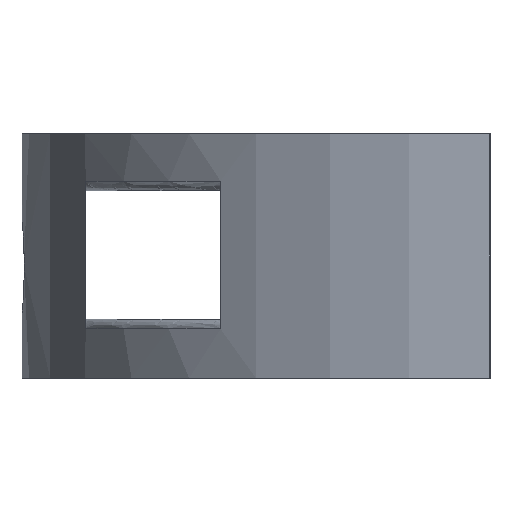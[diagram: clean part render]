
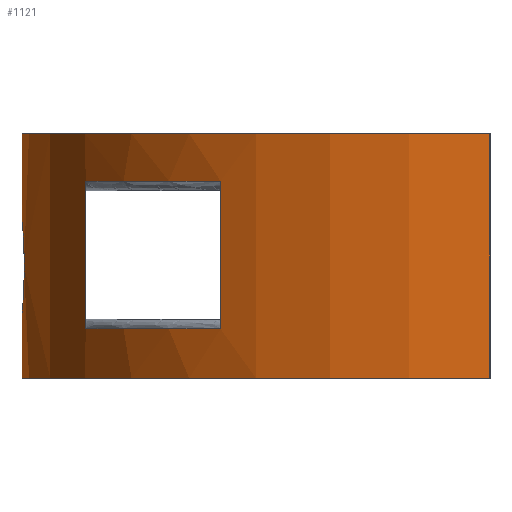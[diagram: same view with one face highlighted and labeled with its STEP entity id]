
A CAD part, left-side view. The second image highlights one B-rep face of the part: STEP entity #1121.
In plain terms, the highlighted cylindrical face has radius 47.45 mm (diameter 94.9 mm), a partial arc.
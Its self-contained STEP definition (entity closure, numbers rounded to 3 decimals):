
#18=FACE_BOUND('',#194,.T.);
#19=FACE_BOUND('',#195,.T.);
#20=FACE_BOUND('',#196,.T.);
#88=B_SPLINE_CURVE_WITH_KNOTS('',3,(#2283,#2284,#2285,#2286,#2287,#2288,
#2289,#2290,#2291,#2292,#2293,#2294,#2295,#2296,#2297,#2298,#2299,#2300,
#2301),.UNSPECIFIED.,.F.,.F.,(4,3,3,3,3,3,4),(0.754,1.032,
1.276,1.498,1.716,2.03,2.262),
 .UNSPECIFIED.);
#89=B_SPLINE_CURVE_WITH_KNOTS('',3,(#2302,#2303,#2304,#2305,#2306,#2307,
#2308,#2309,#2310,#2311,#2312,#2313,#2314,#2315,#2316,#2317,#2318,#2319,
#2320),.UNSPECIFIED.,.F.,.F.,(4,3,3,3,3,3,4),(2.262,2.54,
2.783,3.005,3.223,3.537,3.769),
 .UNSPECIFIED.);
#134=FACE_OUTER_BOUND('',#193,.T.);
#193=EDGE_LOOP('',(#901,#902,#903,#904));
#194=EDGE_LOOP('',(#905,#906));
#195=EDGE_LOOP('',(#907,#908,#909,#910));
#196=EDGE_LOOP('',(#911,#912,#913,#914));
#259=LINE('',#2121,#352);
#265=LINE('',#2162,#358);
#270=LINE('',#2187,#363);
#273=LINE('',#2204,#366);
#275=LINE('',#2235,#368);
#278=LINE('',#2259,#371);
#352=VECTOR('',#1361,10.);
#358=VECTOR('',#1377,10.);
#363=VECTOR('',#1390,10.);
#366=VECTOR('',#1395,10.);
#368=VECTOR('',#1403,10.);
#371=VECTOR('',#1414,10.);
#442=CIRCLE('',#1212,47.45);
#444=CIRCLE('',#1214,47.45);
#445=CIRCLE('',#1216,47.45);
#446=CIRCLE('',#1217,47.45);
#447=CIRCLE('',#1219,47.45);
#448=CIRCLE('',#1220,47.45);
#502=VERTEX_POINT('',#2106);
#503=VERTEX_POINT('',#2120);
#509=VERTEX_POINT('',#2150);
#510=VERTEX_POINT('',#2161);
#515=VERTEX_POINT('',#2184);
#516=VERTEX_POINT('',#2186);
#518=VERTEX_POINT('',#2192);
#519=VERTEX_POINT('',#2203);
#521=VERTEX_POINT('',#2220);
#522=VERTEX_POINT('',#2234);
#525=VERTEX_POINT('',#2256);
#526=VERTEX_POINT('',#2258);
#527=VERTEX_POINT('',#2279);
#528=VERTEX_POINT('',#2282);
#624=EDGE_CURVE('',#503,#502,#259,.T.);
#634=EDGE_CURVE('',#510,#509,#265,.T.);
#642=EDGE_CURVE('',#515,#516,#270,.T.);
#646=EDGE_CURVE('',#519,#518,#273,.T.);
#651=EDGE_CURVE('',#522,#521,#275,.T.);
#657=EDGE_CURVE('',#525,#526,#278,.T.);
#660=EDGE_CURVE('',#528,#527,#88,.T.);
#661=EDGE_CURVE('',#527,#528,#89,.T.);
#666=EDGE_CURVE('',#519,#502,#442,.T.);
#668=EDGE_CURVE('',#503,#518,#444,.T.);
#669=EDGE_CURVE('',#522,#509,#445,.T.);
#670=EDGE_CURVE('',#510,#521,#446,.T.);
#671=EDGE_CURVE('',#526,#515,#447,.T.);
#672=EDGE_CURVE('',#516,#525,#448,.T.);
#901=ORIENTED_EDGE('',*,*,#642,.F.);
#902=ORIENTED_EDGE('',*,*,#671,.F.);
#903=ORIENTED_EDGE('',*,*,#657,.F.);
#904=ORIENTED_EDGE('',*,*,#672,.F.);
#905=ORIENTED_EDGE('',*,*,#660,.T.);
#906=ORIENTED_EDGE('',*,*,#661,.T.);
#907=ORIENTED_EDGE('',*,*,#646,.T.);
#908=ORIENTED_EDGE('',*,*,#668,.F.);
#909=ORIENTED_EDGE('',*,*,#624,.T.);
#910=ORIENTED_EDGE('',*,*,#666,.F.);
#911=ORIENTED_EDGE('',*,*,#651,.T.);
#912=ORIENTED_EDGE('',*,*,#670,.F.);
#913=ORIENTED_EDGE('',*,*,#634,.T.);
#914=ORIENTED_EDGE('',*,*,#669,.F.);
#1077=CYLINDRICAL_SURFACE('',#1218,47.45);
#1121=ADVANCED_FACE('',(#134,#18,#19,#20),#1077,.T.);
#1212=AXIS2_PLACEMENT_3D('',#2592,#1420,#1421);
#1214=AXIS2_PLACEMENT_3D('',#2675,#1424,#1425);
#1216=AXIS2_PLACEMENT_3D('',#2758,#1428,#1429);
#1217=AXIS2_PLACEMENT_3D('',#2840,#1430,#1431);
#1218=AXIS2_PLACEMENT_3D('',#2841,#1432,#1433);
#1219=AXIS2_PLACEMENT_3D('',#2842,#1434,#1435);
#1220=AXIS2_PLACEMENT_3D('',#2843,#1436,#1437);
#1361=DIRECTION('',(0.,0.,1.));
#1377=DIRECTION('',(0.,0.,1.));
#1390=DIRECTION('',(0.,0.,1.));
#1395=DIRECTION('',(0.,0.,-1.));
#1403=DIRECTION('',(0.,0.,-1.));
#1414=DIRECTION('',(0.,0.,-1.));
#1420=DIRECTION('center_axis',(0.,0.,-1.));
#1421=DIRECTION('ref_axis',(-0.676,0.737,0.));
#1424=DIRECTION('center_axis',(0.,0.,1.));
#1425=DIRECTION('ref_axis',(-0.676,0.737,0.));
#1428=DIRECTION('center_axis',(0.,0.,-1.));
#1429=DIRECTION('ref_axis',(0.676,0.737,0.));
#1430=DIRECTION('center_axis',(0.,0.,1.));
#1431=DIRECTION('ref_axis',(0.676,0.737,0.));
#1432=DIRECTION('center_axis',(0.,0.,1.));
#1433=DIRECTION('ref_axis',(1.,0.,0.));
#1434=DIRECTION('center_axis',(0.,0.,-1.));
#1435=DIRECTION('ref_axis',(1.,0.,0.));
#1436=DIRECTION('center_axis',(0.,0.,1.));
#1437=DIRECTION('ref_axis',(1.,0.,0.));
#2106=CARTESIAN_POINT('',(-19.897,40.984,20.));
#2120=CARTESIAN_POINT('',(-19.897,40.984,5.));
#2121=CARTESIAN_POINT('',(-19.897,40.984,12.4));
#2150=CARTESIAN_POINT('',(42.81,27.322,20.));
#2161=CARTESIAN_POINT('',(42.81,27.322,5.));
#2162=CARTESIAN_POINT('',(42.81,27.322,12.4));
#2184=CARTESIAN_POINT('',(51.466,0.,0.));
#2186=CARTESIAN_POINT('',(51.466,0.,24.8));
#2187=CARTESIAN_POINT('',(51.466,0.,12.4));
#2192=CARTESIAN_POINT('',(-34.778,27.322,5.));
#2203=CARTESIAN_POINT('',(-34.778,27.322,20.));
#2204=CARTESIAN_POINT('',(-34.778,27.322,12.4));
#2220=CARTESIAN_POINT('',(27.929,40.984,5.));
#2234=CARTESIAN_POINT('',(27.929,40.984,20.));
#2235=CARTESIAN_POINT('',(27.929,40.984,12.4));
#2256=CARTESIAN_POINT('',(-43.434,0.,24.8));
#2258=CARTESIAN_POINT('',(-43.434,0.,0.));
#2259=CARTESIAN_POINT('',(-43.434,0.,12.4));
#2279=CARTESIAN_POINT('',(4.016,47.45,6.3));
#2282=CARTESIAN_POINT('',(4.016,47.45,16.3));
#2283=CARTESIAN_POINT('Ctrl Pts',(4.016,47.45,16.3));
#2284=CARTESIAN_POINT('Ctrl Pts',(3.173,47.45,16.3));
#2285=CARTESIAN_POINT('Ctrl Pts',(2.253,47.423,16.011));
#2286=CARTESIAN_POINT('Ctrl Pts',(1.513,47.384,15.477));
#2287=CARTESIAN_POINT('Ctrl Pts',(0.864,47.35,15.008));
#2288=CARTESIAN_POINT('Ctrl Pts',(0.354,47.31,14.393));
#2289=CARTESIAN_POINT('Ctrl Pts',(-0.012,47.279,
13.632));
#2290=CARTESIAN_POINT('Ctrl Pts',(-0.344,47.25,12.939));
#2291=CARTESIAN_POINT('Ctrl Pts',(-0.523,47.232,12.147));
#2292=CARTESIAN_POINT('Ctrl Pts',(-0.536,47.231,11.402));
#2293=CARTESIAN_POINT('Ctrl Pts',(-0.55,47.23,10.67));
#2294=CARTESIAN_POINT('Ctrl Pts',(-0.41,47.244,9.897));
#2295=CARTESIAN_POINT('Ctrl Pts',(-0.115,47.27,9.197));
#2296=CARTESIAN_POINT('Ctrl Pts',(0.31,47.307,8.19));
#2297=CARTESIAN_POINT('Ctrl Pts',(1.001,47.363,7.393));
#2298=CARTESIAN_POINT('Ctrl Pts',(1.893,47.402,6.877));
#2299=CARTESIAN_POINT('Ctrl Pts',(2.553,47.432,6.495));
#2300=CARTESIAN_POINT('Ctrl Pts',(3.312,47.45,6.3));
#2301=CARTESIAN_POINT('Ctrl Pts',(4.016,47.45,6.3));
#2302=CARTESIAN_POINT('Ctrl Pts',(4.016,47.45,6.3));
#2303=CARTESIAN_POINT('Ctrl Pts',(4.86,47.45,6.3));
#2304=CARTESIAN_POINT('Ctrl Pts',(5.78,47.423,6.589));
#2305=CARTESIAN_POINT('Ctrl Pts',(6.519,47.384,7.123));
#2306=CARTESIAN_POINT('Ctrl Pts',(7.168,47.35,7.592));
#2307=CARTESIAN_POINT('Ctrl Pts',(7.679,47.31,8.207));
#2308=CARTESIAN_POINT('Ctrl Pts',(8.045,47.279,8.969));
#2309=CARTESIAN_POINT('Ctrl Pts',(8.377,47.25,9.661));
#2310=CARTESIAN_POINT('Ctrl Pts',(8.555,47.232,10.454));
#2311=CARTESIAN_POINT('Ctrl Pts',(8.569,47.231,11.198));
#2312=CARTESIAN_POINT('Ctrl Pts',(8.583,47.23,11.93));
#2313=CARTESIAN_POINT('Ctrl Pts',(8.443,47.244,12.704));
#2314=CARTESIAN_POINT('Ctrl Pts',(8.148,47.27,13.403));
#2315=CARTESIAN_POINT('Ctrl Pts',(7.722,47.307,14.41));
#2316=CARTESIAN_POINT('Ctrl Pts',(7.032,47.363,15.207));
#2317=CARTESIAN_POINT('Ctrl Pts',(6.139,47.402,15.724));
#2318=CARTESIAN_POINT('Ctrl Pts',(5.48,47.432,16.105));
#2319=CARTESIAN_POINT('Ctrl Pts',(4.72,47.45,16.3));
#2320=CARTESIAN_POINT('Ctrl Pts',(4.016,47.45,16.3));
#2592=CARTESIAN_POINT('Origin',(4.016,0.,20.));
#2675=CARTESIAN_POINT('Origin',(4.016,0.,5.));
#2758=CARTESIAN_POINT('Origin',(4.016,0.,20.));
#2840=CARTESIAN_POINT('Origin',(4.016,0.,5.));
#2841=CARTESIAN_POINT('Origin',(4.016,0.,12.4));
#2842=CARTESIAN_POINT('Origin',(4.016,0.,0.));
#2843=CARTESIAN_POINT('Origin',(4.016,0.,24.8));
